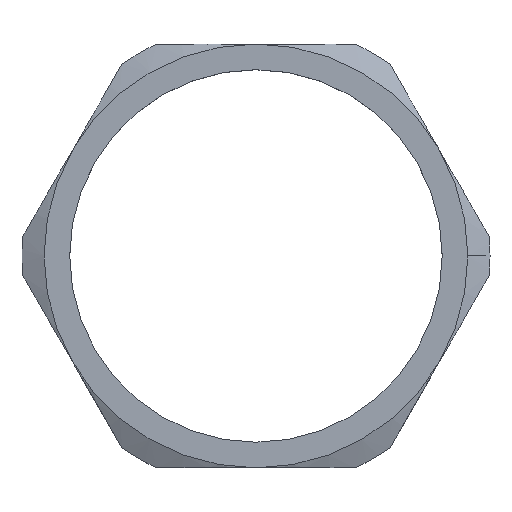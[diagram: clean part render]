
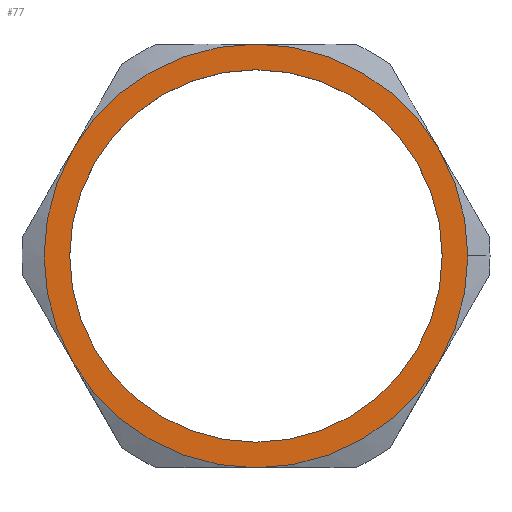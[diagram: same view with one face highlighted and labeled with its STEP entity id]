
A CAD part, top view. The second image highlights one B-rep face of the part: STEP entity #77.
In plain terms, the highlighted planar face has unit normal (0, 0, 1).
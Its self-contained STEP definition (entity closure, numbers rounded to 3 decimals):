
#1 = AXIS2_PLACEMENT_3D ( 'NONE', #494, #478, #477 ) ;
#8 = AXIS2_PLACEMENT_3D ( 'NONE', #500, #496, #495 ) ;
#13 = AXIS2_PLACEMENT_3D ( 'NONE', #520, #516, #515 ) ;
#21 = AXIS2_PLACEMENT_3D ( 'NONE', #166, #167, #168 ) ;
#22 = AXIS2_PLACEMENT_3D ( 'NONE', #163, #164, #165 ) ;
#30 = EDGE_CURVE ( 'NONE', #686, #678, #137, .T. ) ;
#35 = EDGE_CURVE ( 'NONE', #711, #710, #135, .T. ) ;
#41 = EDGE_CURVE ( 'NONE', #691, #707, #134, .T. ) ;
#46 = EDGE_CURVE ( 'NONE', #690, #579, #131, .T. ) ;
#47 = EDGE_CURVE ( 'NONE', #707, #683, #130, .T. ) ;
#52 = EDGE_CURVE ( 'NONE', #710, #690, #128, .T. ) ;
#55 = EDGE_CURVE ( 'NONE', #683, #711, #127, .T. ) ;
#69 = EDGE_CURVE ( 'NONE', #579, #691, #121, .T. ) ;
#77 = ADVANCED_FACE ( 'NONE', ( #744, #748 ), #277, .T. ) ;
#111 = CIRCLE ( 'NONE', #802, 10.55 ) ;
#121 = CIRCLE ( 'NONE', #730, 12. ) ;
#127 = CIRCLE ( 'NONE', #727, 12. ) ;
#128 = CIRCLE ( 'NONE', #724, 12. ) ;
#130 = CIRCLE ( 'NONE', #21, 12. ) ;
#131 = CIRCLE ( 'NONE', #22, 12. ) ;
#134 = CIRCLE ( 'NONE', #1, 12. ) ;
#135 = CIRCLE ( 'NONE', #8, 12. ) ;
#137 = CIRCLE ( 'NONE', #13, 10.55 ) ;
#153 = EDGE_CURVE ( 'NONE', #678, #686, #111, .T. ) ;
#163 = CARTESIAN_POINT ( 'NONE',  ( 0., 0., 3. ) ) ;
#164 = DIRECTION ( 'NONE',  ( 0., 0., 1. ) ) ;
#165 = DIRECTION ( 'NONE',  ( 1., 0., 0. ) ) ;
#166 = CARTESIAN_POINT ( 'NONE',  ( 0., 0., 3. ) ) ;
#167 = DIRECTION ( 'NONE',  ( 0., 0., 1. ) ) ;
#168 = DIRECTION ( 'NONE',  ( 1., 0., 0. ) ) ;
#172 = CARTESIAN_POINT ( 'NONE',  ( 0., 0., 3. ) ) ;
#182 = DIRECTION ( 'NONE',  ( 0., 0., 1. ) ) ;
#183 = DIRECTION ( 'NONE',  ( 1., 0., 0. ) ) ;
#184 = CARTESIAN_POINT ( 'NONE',  ( 0., 0., 3. ) ) ;
#191 = DIRECTION ( 'NONE',  ( 0., 0., 1. ) ) ;
#192 = DIRECTION ( 'NONE',  ( 1., 0., 0. ) ) ;
#247 = CARTESIAN_POINT ( 'NONE',  ( 0., 0., 3. ) ) ;
#248 = DIRECTION ( 'NONE',  ( 0., 0., 1. ) ) ;
#249 = DIRECTION ( 'NONE',  ( 1., 0., 0. ) ) ;
#277 = PLANE ( 'NONE',  #750 ) ;
#278 = CARTESIAN_POINT ( 'NONE',  ( 0., 0., 3. ) ) ;
#279 = DIRECTION ( 'NONE',  ( 0., 0., 1. ) ) ;
#280 = DIRECTION ( 'NONE',  ( 1., 0., 0. ) ) ;
#372 = CARTESIAN_POINT ( 'NONE',  ( 0., 0., 3. ) ) ;
#373 = DIRECTION ( 'NONE',  ( 0., 0., 1. ) ) ;
#374 = DIRECTION ( 'NONE',  ( 1., 0., 0. ) ) ;
#390 = CARTESIAN_POINT ( 'NONE',  ( -10.392, 6., 3. ) ) ;
#392 = CARTESIAN_POINT ( 'NONE',  ( 10.55, 0., 3. ) ) ;
#397 = CARTESIAN_POINT ( 'NONE',  ( 10.392, -6., 3. ) ) ;
#400 = CARTESIAN_POINT ( 'NONE',  ( -10.55, 0., 3. ) ) ;
#404 = CARTESIAN_POINT ( 'NONE',  ( 0., 12., 3. ) ) ;
#405 = CARTESIAN_POINT ( 'NONE',  ( -10.392, -6., 3. ) ) ;
#421 = CARTESIAN_POINT ( 'NONE',  ( 0., -12., 3. ) ) ;
#424 = CARTESIAN_POINT ( 'NONE',  ( 10.392, 6., 3. ) ) ;
#425 = CARTESIAN_POINT ( 'NONE',  ( 12., 0., 3. ) ) ;
#477 = DIRECTION ( 'NONE',  ( 1., 0., 0. ) ) ;
#478 = DIRECTION ( 'NONE',  ( 0., 0., 1. ) ) ;
#494 = CARTESIAN_POINT ( 'NONE',  ( 0., 0., 3. ) ) ;
#495 = DIRECTION ( 'NONE',  ( 1., 0., 0. ) ) ;
#496 = DIRECTION ( 'NONE',  ( 0., 0., 1. ) ) ;
#500 = CARTESIAN_POINT ( 'NONE',  ( 0., 0., 3. ) ) ;
#515 = DIRECTION ( 'NONE',  ( 1., 0., 0. ) ) ;
#516 = DIRECTION ( 'NONE',  ( 0., 0., 1. ) ) ;
#520 = CARTESIAN_POINT ( 'NONE',  ( 0., 0., 3. ) ) ;
#533 = ORIENTED_EDGE ( 'NONE', *, *, #52, .T. ) ;
#546 = ORIENTED_EDGE ( 'NONE', *, *, #41, .T. ) ;
#561 = ORIENTED_EDGE ( 'NONE', *, *, #35, .T. ) ;
#574 = ORIENTED_EDGE ( 'NONE', *, *, #46, .T. ) ;
#575 = ORIENTED_EDGE ( 'NONE', *, *, #47, .T. ) ;
#579 = VERTEX_POINT ( 'NONE', #390 ) ;
#580 = ORIENTED_EDGE ( 'NONE', *, *, #30, .F. ) ;
#583 = ORIENTED_EDGE ( 'NONE', *, *, #69, .T. ) ;
#604 = ORIENTED_EDGE ( 'NONE', *, *, #55, .T. ) ;
#649 = ORIENTED_EDGE ( 'NONE', *, *, #153, .F. ) ;
#652 = EDGE_LOOP ( 'NONE', ( #580, #649 ) ) ;
#654 = EDGE_LOOP ( 'NONE', ( #604, #561, #533, #574, #583, #546, #575 ) ) ;
#678 = VERTEX_POINT ( 'NONE', #392 ) ;
#683 = VERTEX_POINT ( 'NONE', #397 ) ;
#686 = VERTEX_POINT ( 'NONE', #400 ) ;
#690 = VERTEX_POINT ( 'NONE', #404 ) ;
#691 = VERTEX_POINT ( 'NONE', #405 ) ;
#707 = VERTEX_POINT ( 'NONE', #421 ) ;
#710 = VERTEX_POINT ( 'NONE', #424 ) ;
#711 = VERTEX_POINT ( 'NONE', #425 ) ;
#724 = AXIS2_PLACEMENT_3D ( 'NONE', #172, #182, #183 ) ;
#727 = AXIS2_PLACEMENT_3D ( 'NONE', #184, #191, #192 ) ;
#730 = AXIS2_PLACEMENT_3D ( 'NONE', #247, #248, #249 ) ;
#744 = FACE_BOUND ( 'NONE', #652, .T. ) ;
#748 = FACE_OUTER_BOUND ( 'NONE', #654, .T. ) ;
#750 = AXIS2_PLACEMENT_3D ( 'NONE', #278, #279, #280 ) ;
#802 = AXIS2_PLACEMENT_3D ( 'NONE', #372, #373, #374 ) ;
